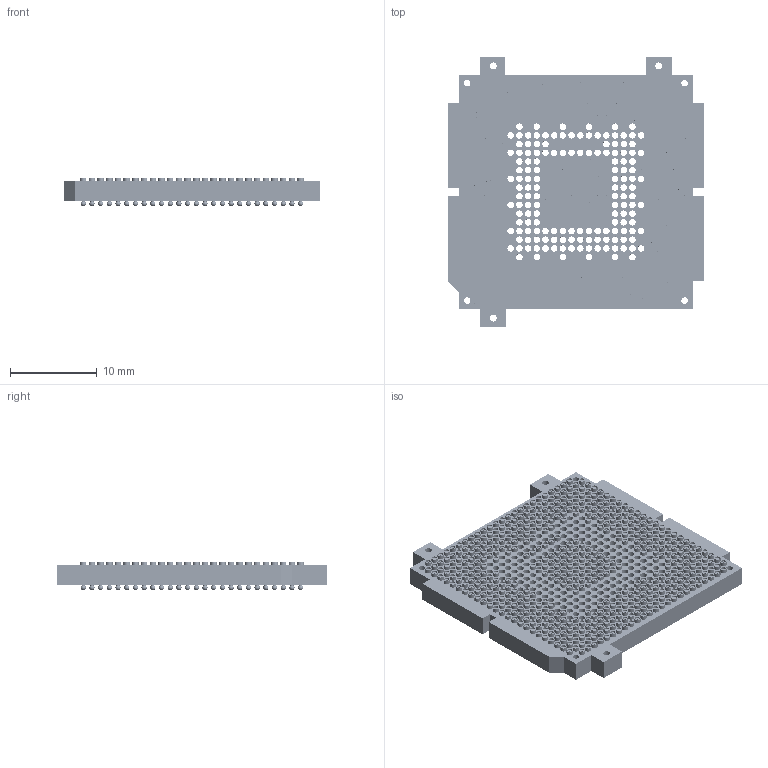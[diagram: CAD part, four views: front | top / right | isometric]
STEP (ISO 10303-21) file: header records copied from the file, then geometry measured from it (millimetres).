
FILE_DESCRIPTION(/* description */ (''),/* implementation_level */ '2;1');
FILE_NAME(/* name */ 'LFBGARBZ1AO.stp',/* time_stamp */ '2016-01-18T11:36:29-05:00',/* author */ ('B17677'),/* organization */ (''),/* preprocessor_version */ 'ST-DEVELOPER v16.1',/* originating_system */ 'AutoCAD Mechanical',/* authorisation */ '');
FILE_SCHEMA (('AUTOMOTIVE_DESIGN { 1 0 10303 214 3 1 1 }'));
Products named in the file (1): Product
Bounding box: 29.39 x 31.01 x 3.28 mm (x, y, z)
Volume: 1629.6 mm3; surface area: 9216.4 mm2
Topology: 523 solids, 523 shells, 5411 faces, 9963 edges, 6642 vertices
Faces by surface type: cylinder 2767, plane 2122, sphere 522
Full cylindrical faces by diameter (mm): 0.175 x522, 0.375 x522, 0.575 x522, 0.75 x1198, 0.8 x3
Entity records: 112417 total; most frequent: DIRECTION 21988, CARTESIAN_POINT 16640, ORIENTED_EDGE 11260, EDGE_LOOP 11102, AXIS2_PLACEMENT_3D 10946, FACE_BOUND 5691, EDGE_CURVE 5630, VERTEX_POINT 5598
